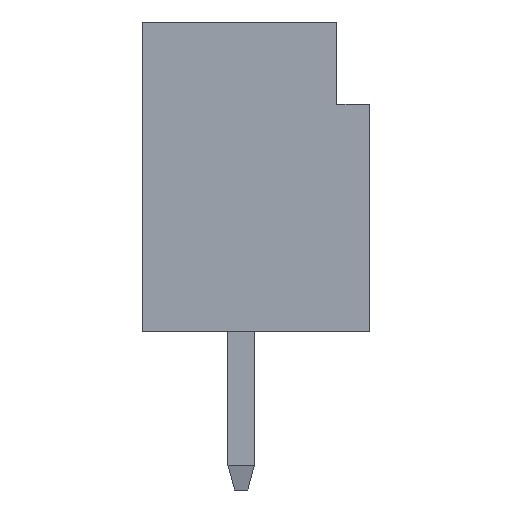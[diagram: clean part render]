
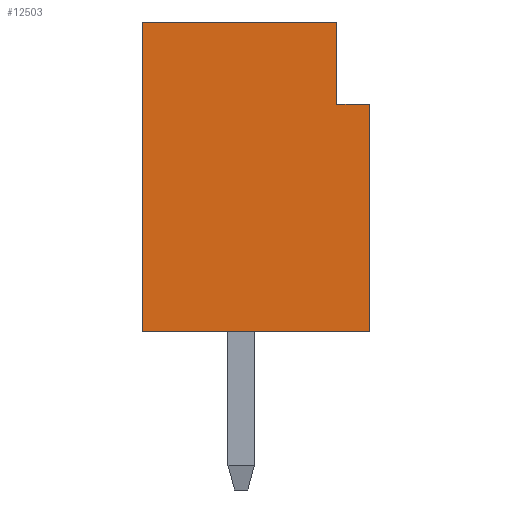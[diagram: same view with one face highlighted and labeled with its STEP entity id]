
A CAD part, left-side view. The second image highlights one B-rep face of the part: STEP entity #12503.
In plain terms, the highlighted planar face has unit normal (-1, 0, 0).
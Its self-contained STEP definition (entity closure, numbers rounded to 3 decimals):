
#158 = LINE ( 'NONE', #4708, #593 ) ;
#441 = DIRECTION ( 'NONE',  ( 0., 0., -1. ) ) ;
#489 = CARTESIAN_POINT ( 'NONE',  ( -3.375, -1.725, 0. ) ) ;
#593 = VECTOR ( 'NONE', #2734, 1000. ) ;
#799 = EDGE_CURVE ( 'NONE', #2109, #12675, #16265, .T. ) ;
#1029 = EDGE_CURVE ( 'NONE', #12675, #11334, #19206, .T. ) ;
#1756 = ORIENTED_EDGE ( 'NONE', *, *, #1029, .T. ) ;
#2015 = VERTEX_POINT ( 'NONE', #10048 ) ;
#2069 = EDGE_CURVE ( 'NONE', #3444, #11334, #16351, .T. ) ;
#2109 = VERTEX_POINT ( 'NONE', #3553 ) ;
#2343 = ORIENTED_EDGE ( 'NONE', *, *, #4763, .T. ) ;
#2589 = CARTESIAN_POINT ( 'NONE',  ( -3.375, 1.725, 4.7 ) ) ;
#2734 = DIRECTION ( 'NONE',  ( 0., -1., 0. ) ) ;
#2940 = CARTESIAN_POINT ( 'NONE',  ( -3.375, -1.725, 4.7 ) ) ;
#3444 = VERTEX_POINT ( 'NONE', #4277 ) ;
#3553 = CARTESIAN_POINT ( 'NONE',  ( -3.375, 1.725, 4.7 ) ) ;
#3758 = EDGE_LOOP ( 'NONE', ( #2343, #10699, #10824, #7446, #1756, #16306 ) ) ;
#4277 = CARTESIAN_POINT ( 'NONE',  ( -3.375, -1.725, 3.45 ) ) ;
#4575 = EDGE_CURVE ( 'NONE', #2109, #10029, #158, .T. ) ;
#4708 = CARTESIAN_POINT ( 'NONE',  ( -3.375, -1.725, 4.7 ) ) ;
#4763 = EDGE_CURVE ( 'NONE', #3444, #2015, #16824, .T. ) ;
#6576 = DIRECTION ( 'NONE',  ( 0., 1., 0. ) ) ;
#7139 = VECTOR ( 'NONE', #7320, 1000. ) ;
#7213 = DIRECTION ( 'NONE',  ( 0., 0., -1. ) ) ;
#7320 = DIRECTION ( 'NONE',  ( 0., 0., 1. ) ) ;
#7446 = ORIENTED_EDGE ( 'NONE', *, *, #799, .T. ) ;
#7671 = EDGE_CURVE ( 'NONE', #2015, #10029, #16277, .T. ) ;
#8943 = DIRECTION ( 'NONE',  ( 0., 0., -1. ) ) ;
#9419 = PLANE ( 'NONE',  #16023 ) ;
#9948 = DIRECTION ( 'NONE',  ( 0., -1., 0. ) ) ;
#10029 = VERTEX_POINT ( 'NONE', #14981 ) ;
#10048 = CARTESIAN_POINT ( 'NONE',  ( -3.375, -1.225, 3.45 ) ) ;
#10699 = ORIENTED_EDGE ( 'NONE', *, *, #7671, .T. ) ;
#10824 = ORIENTED_EDGE ( 'NONE', *, *, #4575, .F. ) ;
#11116 = CARTESIAN_POINT ( 'NONE',  ( -3.375, -1.725, 4.7 ) ) ;
#11205 = DIRECTION ( 'NONE',  ( 1., 0., 0. ) ) ;
#11334 = VERTEX_POINT ( 'NONE', #489 ) ;
#12503 = ADVANCED_FACE ( 'NONE', ( #17141 ), #9419, .F. ) ;
#12675 = VERTEX_POINT ( 'NONE', #13953 ) ;
#13953 = CARTESIAN_POINT ( 'NONE',  ( -3.375, 1.725, 0. ) ) ;
#14833 = CARTESIAN_POINT ( 'NONE',  ( -3.375, -1.225, 4.7 ) ) ;
#14909 = VECTOR ( 'NONE', #9948, 1000. ) ;
#14981 = CARTESIAN_POINT ( 'NONE',  ( -3.375, -1.225, 4.7 ) ) ;
#16023 = AXIS2_PLACEMENT_3D ( 'NONE', #11116, #11205, #441 ) ;
#16265 = LINE ( 'NONE', #2589, #17895 ) ;
#16277 = LINE ( 'NONE', #14833, #7139 ) ;
#16306 = ORIENTED_EDGE ( 'NONE', *, *, #2069, .F. ) ;
#16351 = LINE ( 'NONE', #2940, #18535 ) ;
#16824 = LINE ( 'NONE', #17047, #17629 ) ;
#17047 = CARTESIAN_POINT ( 'NONE',  ( -3.375, -1.725, 3.45 ) ) ;
#17141 = FACE_OUTER_BOUND ( 'NONE', #3758, .T. ) ;
#17386 = CARTESIAN_POINT ( 'NONE',  ( -3.375, -1.725, 0. ) ) ;
#17629 = VECTOR ( 'NONE', #6576, 1000. ) ;
#17895 = VECTOR ( 'NONE', #7213, 1000. ) ;
#18535 = VECTOR ( 'NONE', #8943, 1000. ) ;
#19206 = LINE ( 'NONE', #17386, #14909 ) ;
